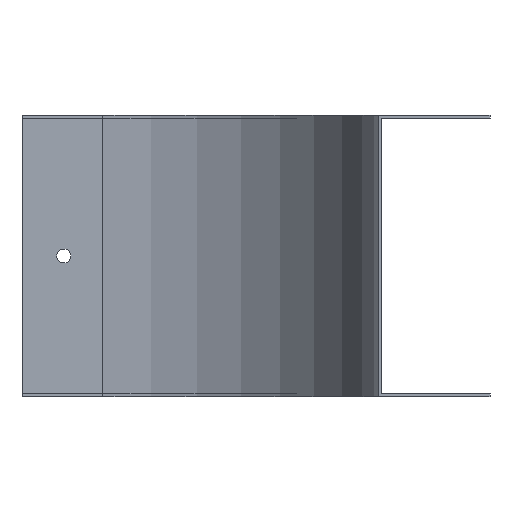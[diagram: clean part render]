
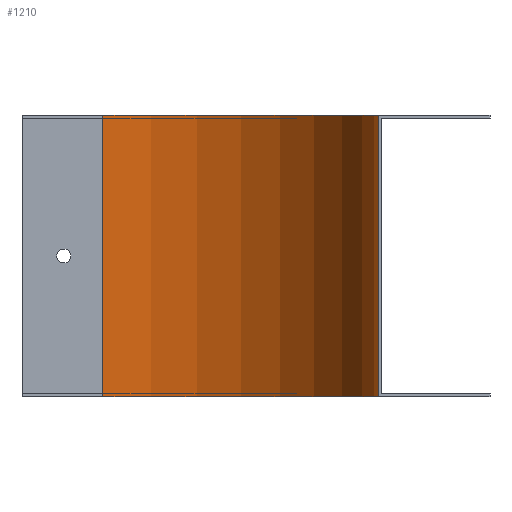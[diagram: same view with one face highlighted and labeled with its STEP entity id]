
A CAD part, left-side view. The second image highlights one B-rep face of the part: STEP entity #1210.
In plain terms, the highlighted cylindrical face has radius 99 mm (diameter 198 mm), a partial arc.
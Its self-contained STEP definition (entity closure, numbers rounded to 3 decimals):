
#71 = AXIS2_PLACEMENT_3D ( 'NONE', #574, #573, #572 ) ;
#107 = AXIS2_PLACEMENT_3D ( 'NONE', #896, #894, #887 ) ;
#118 = AXIS2_PLACEMENT_3D ( 'NONE', #1323, #1322, #1321 ) ;
#146 = EDGE_CURVE ( 'NONE', #561, #984, #1659, .T. ) ;
#198 = EDGE_CURVE ( 'NONE', #1023, #561, #1408, .T. ) ;
#222 = EDGE_CURVE ( 'NONE', #1022, #984, #1451, .T. ) ;
#265 = EDGE_CURVE ( 'NONE', #1023, #1022, #582, .T. ) ;
#409 = CARTESIAN_POINT ( 'NONE',  ( -150., 40., 1. ) ) ;
#431 = CARTESIAN_POINT ( 'NONE',  ( -51., 139., 1. ) ) ;
#469 = CARTESIAN_POINT ( 'NONE',  ( -51., 139., -100. ) ) ;
#470 = CARTESIAN_POINT ( 'NONE',  ( -150., 40., -100. ) ) ;
#561 = VERTEX_POINT ( 'NONE', #409 ) ;
#572 = DIRECTION ( 'NONE',  ( -1., 0., 0. ) ) ;
#573 = DIRECTION ( 'NONE',  ( 0., 0., 1. ) ) ;
#574 = CARTESIAN_POINT ( 'NONE',  ( -150., 139., -100. ) ) ;
#582 = CIRCLE ( 'NONE', #71, 99. ) ;
#716 = FACE_OUTER_BOUND ( 'NONE', #2014, .T. ) ;
#720 = CYLINDRICAL_SURFACE ( 'NONE', #107, 99. ) ;
#887 = DIRECTION ( 'NONE',  ( 1., 0., 0. ) ) ;
#894 = DIRECTION ( 'NONE',  ( 0., 0., 1. ) ) ;
#896 = CARTESIAN_POINT ( 'NONE',  ( -150., 139., -100. ) ) ;
#984 = VERTEX_POINT ( 'NONE', #431 ) ;
#1022 = VERTEX_POINT ( 'NONE', #469 ) ;
#1023 = VERTEX_POINT ( 'NONE', #470 ) ;
#1125 = CARTESIAN_POINT ( 'NONE',  ( -150., 40., -100. ) ) ;
#1139 = DIRECTION ( 'NONE',  ( 0., 0., 1. ) ) ;
#1210 = ADVANCED_FACE ( 'NONE', ( #716 ), #720, .F. ) ;
#1321 = DIRECTION ( 'NONE',  ( -1., 0., 0. ) ) ;
#1322 = DIRECTION ( 'NONE',  ( 0., 0., 1. ) ) ;
#1323 = CARTESIAN_POINT ( 'NONE',  ( -150., 139., 1. ) ) ;
#1364 = DIRECTION ( 'NONE',  ( 0., 0., 1. ) ) ;
#1372 = CARTESIAN_POINT ( 'NONE',  ( -51., 139., -100. ) ) ;
#1408 = LINE ( 'NONE', #1125, #1411 ) ;
#1411 = VECTOR ( 'NONE', #1139, 1000. ) ;
#1451 = LINE ( 'NONE', #1372, #1455 ) ;
#1455 = VECTOR ( 'NONE', #1364, 1000. ) ;
#1659 = CIRCLE ( 'NONE', #118, 99. ) ;
#1847 = ORIENTED_EDGE ( 'NONE', *, *, #146, .T. ) ;
#1848 = ORIENTED_EDGE ( 'NONE', *, *, #222, .F. ) ;
#1849 = ORIENTED_EDGE ( 'NONE', *, *, #265, .F. ) ;
#1850 = ORIENTED_EDGE ( 'NONE', *, *, #198, .T. ) ;
#2014 = EDGE_LOOP ( 'NONE', ( #1847, #1848, #1849, #1850 ) ) ;
